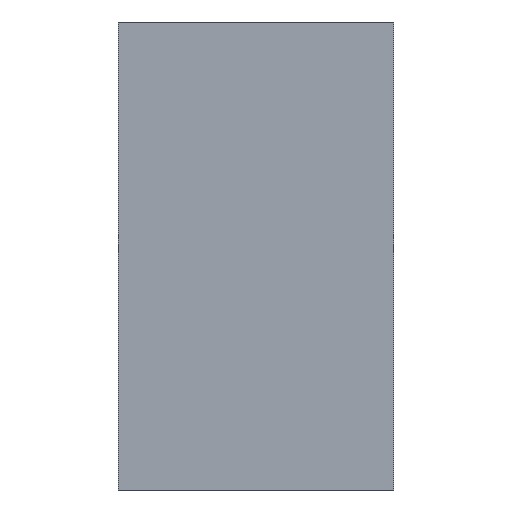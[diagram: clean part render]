
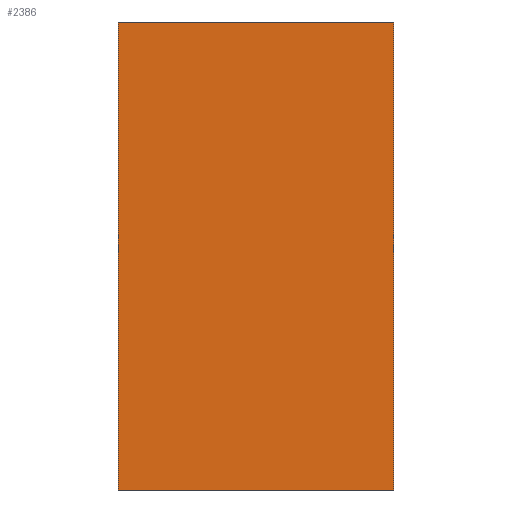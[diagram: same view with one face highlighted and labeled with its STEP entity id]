
A CAD part, front view. The second image highlights one B-rep face of the part: STEP entity #2386.
In plain terms, the highlighted planar face has unit normal (0, -1, 0).
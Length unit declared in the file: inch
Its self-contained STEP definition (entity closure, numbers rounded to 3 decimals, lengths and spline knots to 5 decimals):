
#240=FACE_OUTER_BOUND('',#358,.T.);
#358=EDGE_LOOP('',(#2183,#2184,#2185,#2186));
#628=LINE('',#3941,#904);
#630=LINE('',#3945,#906);
#633=LINE('',#3950,#909);
#634=LINE('',#3952,#910);
#904=VECTOR('',#3240,0.3937);
#906=VECTOR('',#3244,0.3937);
#909=VECTOR('',#3249,0.3937);
#910=VECTOR('',#3252,0.3937);
#1139=VERTEX_POINT('',#3938);
#1140=VERTEX_POINT('',#3940);
#1141=VERTEX_POINT('',#3944);
#1142=VERTEX_POINT('',#3948);
#1484=EDGE_CURVE('',#1140,#1139,#628,.T.);
#1486=EDGE_CURVE('',#1141,#1140,#630,.T.);
#1489=EDGE_CURVE('',#1139,#1142,#633,.T.);
#1490=EDGE_CURVE('',#1142,#1141,#634,.T.);
#2183=ORIENTED_EDGE('',*,*,#1490,.T.);
#2184=ORIENTED_EDGE('',*,*,#1486,.T.);
#2185=ORIENTED_EDGE('',*,*,#1484,.T.);
#2186=ORIENTED_EDGE('',*,*,#1489,.T.);
#2268=PLANE('',#2596);
#2386=ADVANCED_FACE('',(#240),#2268,.T.);
#2596=AXIS2_PLACEMENT_3D('',#3953,#3253,#3254);
#3240=DIRECTION('',(1.,0.,0.));
#3244=DIRECTION('',(0.,0.,-1.));
#3249=DIRECTION('',(0.,0.,1.));
#3252=DIRECTION('',(-1.,0.,0.));
#3253=DIRECTION('center_axis',(0.,-1.,0.));
#3254=DIRECTION('ref_axis',(0.,0.,-1.));
#3938=CARTESIAN_POINT('',(2.5,0.,-4.25));
#3940=CARTESIAN_POINT('',(-2.5,0.,-4.25));
#3941=CARTESIAN_POINT('',(-2.5,0.,-4.25));
#3944=CARTESIAN_POINT('',(-2.5,0.,4.25));
#3945=CARTESIAN_POINT('',(-2.5,0.,4.25));
#3948=CARTESIAN_POINT('',(2.5,0.,4.25));
#3950=CARTESIAN_POINT('',(2.5,0.,-4.25));
#3952=CARTESIAN_POINT('',(2.5,0.,4.25));
#3953=CARTESIAN_POINT('Origin',(0.,0.,0.));
